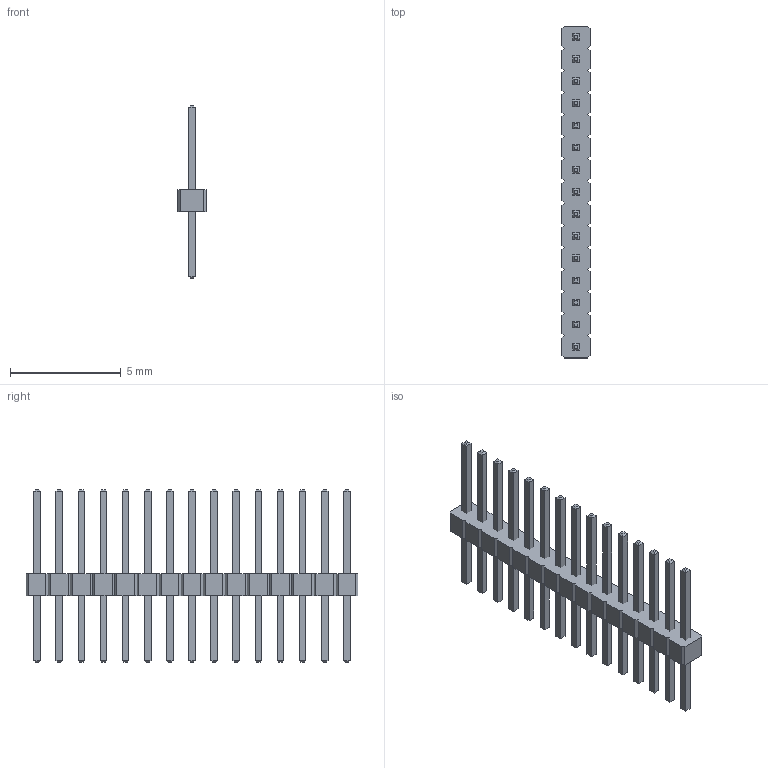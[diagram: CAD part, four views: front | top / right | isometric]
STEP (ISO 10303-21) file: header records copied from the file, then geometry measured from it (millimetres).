
FILE_DESCRIPTION(/* description */ ('model of PinHeader_1x15_P1.00mm_Vertical'),/* implementation_level */ '2;1');
FILE_NAME(/* name */ 'PinHeader_1x15_P1.00mm_Vertical.step',/* time_stamp */ '2018-01-24T13:40:34',/* author */ ('kicad StepUp','ksu'),/* organization */ ('FreeCAD'),/* preprocessor_version */ 'OCC',/* originating_system */ 'kicad StepUp',/* authorisation */ '');
FILE_SCHEMA(('AUTOMOTIVE_DESIGN { 1 0 10303 214 1 1 1 1 }'));
Length unit declared in the file: millimetre
Products named in the file (2): PinHeader_1x15_P100mm_Vertical; Shape0_576601216207
Bounding box: 1.27 x 15 x 7.8 mm (x, y, z)
Volume: 29.2 mm3; surface area: 213.4 mm2
Topology: 16 solids, 16 shells, 304 faces, 696 edges, 424 vertices
Faces by surface type: plane 304
Entity records: 5362 total; most frequent: ORIENTED_EDGE 1090, CARTESIAN_POINT 802, EDGE_CURVE 696, LINE 696, VERTEX_POINT 424, AXIS2_PLACEMENT_3D 305, ADVANCED_FACE 304, FACE_BOUND 304
